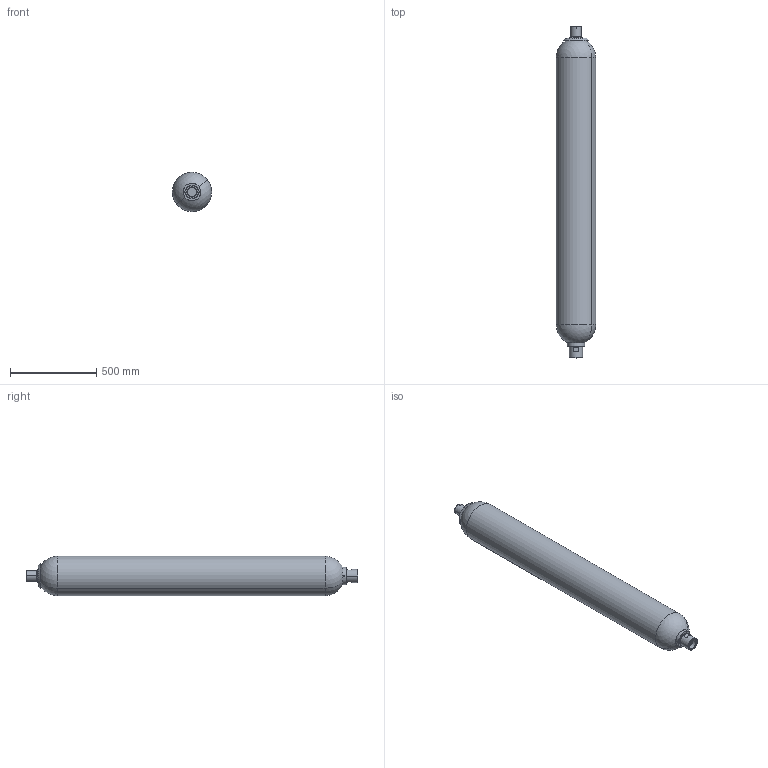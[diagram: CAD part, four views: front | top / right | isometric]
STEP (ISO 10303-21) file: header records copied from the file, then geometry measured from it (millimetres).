
FILE_DESCRIPTION (( 'STEP AP214' ), '1' );
FILE_NAME ('5400A-00-341.STEP', '2021-08-13T10:35:51', ( '' ), ( '' ), 'SwSTEP 2.0', 'SolidWorks 2017', '' );
FILE_SCHEMA (( 'AUTOMOTIVE_DESIGN' ));
Length unit declared in the file: millimetre
Products named in the file (1): 5400A-00-341
Bounding box: 228.82 x 1928.69 x 228.82 mm (x, y, z)
Surface area: 1366702.6 mm2 (no closed solid volume)
Topology: 0 solids, 8 shells, 64 faces, 168 edges, 112 vertices
Faces by surface type: plane 24, cylinder 22, cone 12, sphere 4, torus 2
Entity records: 2862 total; most frequent: CARTESIAN_POINT 599, DIRECTION 346, ORIENTED_EDGE 268, EDGE_CURVE 160, AXIS2_PLACEMENT_3D 145, VERTEX_POINT 108, CIRCLE 80, EDGE_LOOP 77
